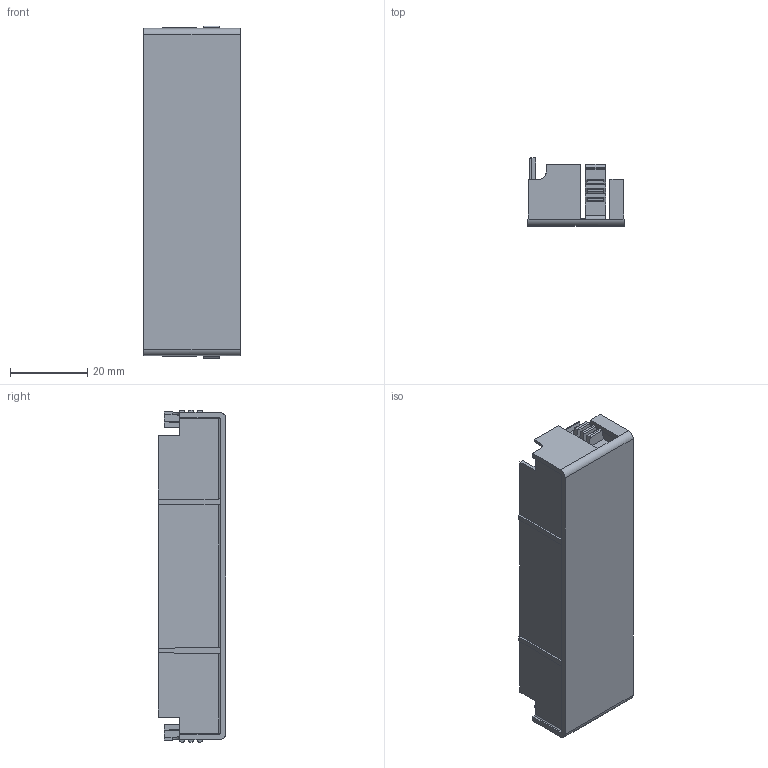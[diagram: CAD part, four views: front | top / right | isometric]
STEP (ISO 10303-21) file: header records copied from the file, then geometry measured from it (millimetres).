
FILE_DESCRIPTION (( 'STEP AP214' ), '1' );
FILE_NAME ('C2-FILL.STEP', '2020-06-26T10:16:13', ( '' ), ( '' ), 'SwSTEP 2.0', 'SolidWorks 2019', '' );
FILE_SCHEMA (( 'AUTOMOTIVE_DESIGN' ));
Length unit declared in the file: inch
Products named in the file (1): C2-FILL
Bounding box: 24.9 x 17.55 x 86 mm (x, y, z)
Volume: 6765 mm3; surface area: 10439.1 mm2
Topology: 1 solids, 1 shells, 237 faces, 664 edges, 432 vertices
Faces by surface type: plane 177, cylinder 40, bspline 20
Entity records: 8216 total; most frequent: CARTESIAN_POINT 2462, ORIENTED_EDGE 1320, DIRECTION 996, EDGE_CURVE 660, LINE 544, VECTOR 544, VERTEX_POINT 432, EDGE_LOOP 244
